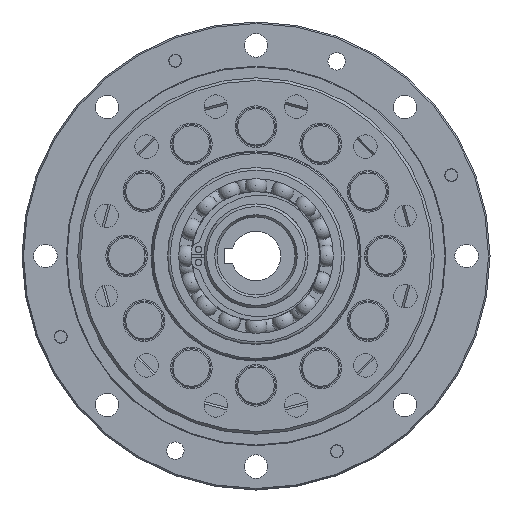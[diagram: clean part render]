
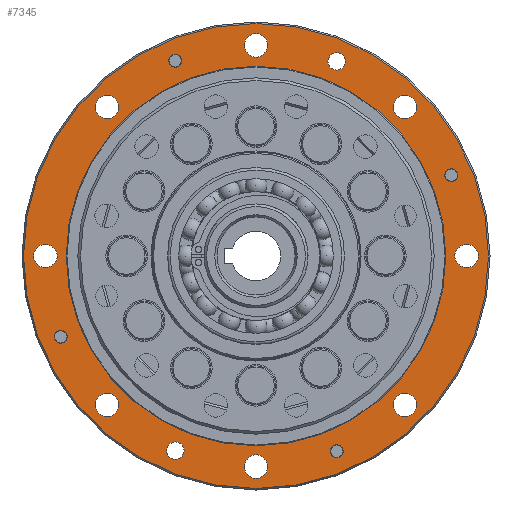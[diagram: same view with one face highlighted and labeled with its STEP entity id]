
A CAD part, left-side view. The second image highlights one B-rep face of the part: STEP entity #7345.
In plain terms, the highlighted planar face has unit normal (-1, 0, 0).
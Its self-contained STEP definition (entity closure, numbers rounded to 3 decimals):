
#1008=FACE_BOUND('',#2529,.T.);
#1009=FACE_BOUND('',#2530,.T.);
#1010=FACE_BOUND('',#2531,.T.);
#1011=FACE_BOUND('',#2532,.T.);
#1012=FACE_BOUND('',#2533,.T.);
#1013=FACE_BOUND('',#2534,.T.);
#1014=FACE_BOUND('',#2535,.T.);
#1015=FACE_BOUND('',#2536,.T.);
#1016=FACE_BOUND('',#2537,.T.);
#1017=FACE_BOUND('',#2538,.T.);
#1018=FACE_BOUND('',#2539,.T.);
#1019=FACE_BOUND('',#2540,.T.);
#1020=FACE_BOUND('',#2541,.T.);
#1021=FACE_BOUND('',#2542,.T.);
#1022=FACE_BOUND('',#2543,.T.);
#1227=PLANE('',#8370);
#1672=FACE_OUTER_BOUND('',#2528,.T.);
#2528=EDGE_LOOP('',(#3825));
#2529=EDGE_LOOP('',(#3826));
#2530=EDGE_LOOP('',(#3827));
#2531=EDGE_LOOP('',(#3828));
#2532=EDGE_LOOP('',(#3829));
#2533=EDGE_LOOP('',(#3830));
#2534=EDGE_LOOP('',(#3831));
#2535=EDGE_LOOP('',(#3832));
#2536=EDGE_LOOP('',(#3833));
#2537=EDGE_LOOP('',(#3834));
#2538=EDGE_LOOP('',(#3835));
#2539=EDGE_LOOP('',(#3836));
#2540=EDGE_LOOP('',(#3837));
#2541=EDGE_LOOP('',(#3838));
#2542=EDGE_LOOP('',(#3839));
#2543=EDGE_LOOP('',(#3840));
#3825=ORIENTED_EDGE('',*,*,#4873,.F.);
#3826=ORIENTED_EDGE('',*,*,#4855,.T.);
#3827=ORIENTED_EDGE('',*,*,#4856,.T.);
#3828=ORIENTED_EDGE('',*,*,#4858,.T.);
#3829=ORIENTED_EDGE('',*,*,#4859,.T.);
#3830=ORIENTED_EDGE('',*,*,#4860,.T.);
#3831=ORIENTED_EDGE('',*,*,#4861,.T.);
#3832=ORIENTED_EDGE('',*,*,#4862,.T.);
#3833=ORIENTED_EDGE('',*,*,#4863,.T.);
#3834=ORIENTED_EDGE('',*,*,#4864,.T.);
#3835=ORIENTED_EDGE('',*,*,#4865,.T.);
#3836=ORIENTED_EDGE('',*,*,#4866,.T.);
#3837=ORIENTED_EDGE('',*,*,#4867,.T.);
#3838=ORIENTED_EDGE('',*,*,#4868,.T.);
#3839=ORIENTED_EDGE('',*,*,#4869,.T.);
#3840=ORIENTED_EDGE('',*,*,#4871,.T.);
#4855=EDGE_CURVE('',#5584,#5584,#6228,.T.);
#4856=EDGE_CURVE('',#5585,#5585,#6229,.T.);
#4858=EDGE_CURVE('',#5587,#5587,#6231,.T.);
#4859=EDGE_CURVE('',#5588,#5588,#6232,.T.);
#4860=EDGE_CURVE('',#5589,#5589,#6233,.T.);
#4861=EDGE_CURVE('',#5590,#5590,#6234,.T.);
#4862=EDGE_CURVE('',#5591,#5591,#6235,.T.);
#4863=EDGE_CURVE('',#5592,#5592,#6236,.T.);
#4864=EDGE_CURVE('',#5593,#5593,#6237,.T.);
#4865=EDGE_CURVE('',#5594,#5594,#6238,.T.);
#4866=EDGE_CURVE('',#5595,#5595,#6239,.T.);
#4867=EDGE_CURVE('',#5596,#5596,#6240,.T.);
#4868=EDGE_CURVE('',#5597,#5597,#6241,.T.);
#4869=EDGE_CURVE('',#5598,#5598,#6242,.T.);
#4871=EDGE_CURVE('',#5600,#5600,#6244,.T.);
#4873=EDGE_CURVE('',#5602,#5602,#6246,.T.);
#5584=VERTEX_POINT('',#12444);
#5585=VERTEX_POINT('',#12447);
#5587=VERTEX_POINT('',#12452);
#5588=VERTEX_POINT('',#12455);
#5589=VERTEX_POINT('',#12458);
#5590=VERTEX_POINT('',#12461);
#5591=VERTEX_POINT('',#12464);
#5592=VERTEX_POINT('',#12467);
#5593=VERTEX_POINT('',#12470);
#5594=VERTEX_POINT('',#12473);
#5595=VERTEX_POINT('',#12476);
#5596=VERTEX_POINT('',#12479);
#5597=VERTEX_POINT('',#12482);
#5598=VERTEX_POINT('',#12485);
#5600=VERTEX_POINT('',#12491);
#5602=VERTEX_POINT('',#12497);
#6228=CIRCLE('',#8332,2.459);
#6229=CIRCLE('',#8334,2.459);
#6231=CIRCLE('',#8337,2.459);
#6232=CIRCLE('',#8339,2.459);
#6233=CIRCLE('',#8341,4.5);
#6234=CIRCLE('',#8343,4.5);
#6235=CIRCLE('',#8345,4.5);
#6236=CIRCLE('',#8347,4.5);
#6237=CIRCLE('',#8349,4.5);
#6238=CIRCLE('',#8351,4.5);
#6239=CIRCLE('',#8353,4.5);
#6240=CIRCLE('',#8355,4.5);
#6241=CIRCLE('',#8357,3.324);
#6242=CIRCLE('',#8359,3.324);
#6244=CIRCLE('',#8363,73.);
#6246=CIRCLE('',#8367,89.423);
#7345=ADVANCED_FACE('',(#1672,#1008,#1009,#1010,#1011,#1012,#1013,#1014,
#1015,#1016,#1017,#1018,#1019,#1020,#1021,#1022),#1227,.F.);
#8332=AXIS2_PLACEMENT_3D('',#12445,#10307,#10308);
#8334=AXIS2_PLACEMENT_3D('',#12448,#10311,#10312);
#8337=AXIS2_PLACEMENT_3D('',#12453,#10317,#10318);
#8339=AXIS2_PLACEMENT_3D('',#12456,#10321,#10322);
#8341=AXIS2_PLACEMENT_3D('',#12459,#10325,#10326);
#8343=AXIS2_PLACEMENT_3D('',#12462,#10329,#10330);
#8345=AXIS2_PLACEMENT_3D('',#12465,#10333,#10334);
#8347=AXIS2_PLACEMENT_3D('',#12468,#10337,#10338);
#8349=AXIS2_PLACEMENT_3D('',#12471,#10341,#10342);
#8351=AXIS2_PLACEMENT_3D('',#12474,#10345,#10346);
#8353=AXIS2_PLACEMENT_3D('',#12477,#10349,#10350);
#8355=AXIS2_PLACEMENT_3D('',#12480,#10353,#10354);
#8357=AXIS2_PLACEMENT_3D('',#12483,#10357,#10358);
#8359=AXIS2_PLACEMENT_3D('',#12486,#10361,#10362);
#8363=AXIS2_PLACEMENT_3D('',#12492,#10369,#10370);
#8367=AXIS2_PLACEMENT_3D('',#12498,#10377,#10378);
#8370=AXIS2_PLACEMENT_3D('',#12502,#10383,#10384);
#10307=DIRECTION('center_axis',(1.,0.,0.));
#10308=DIRECTION('ref_axis',(0.,-1.,0.));
#10311=DIRECTION('center_axis',(1.,0.,0.));
#10312=DIRECTION('ref_axis',(0.,0.,1.));
#10317=DIRECTION('center_axis',(1.,0.,0.));
#10318=DIRECTION('ref_axis',(0.,1.,0.));
#10321=DIRECTION('center_axis',(1.,0.,0.));
#10322=DIRECTION('ref_axis',(0.,0.,-1.));
#10325=DIRECTION('center_axis',(1.,0.,0.));
#10326=DIRECTION('ref_axis',(0.,0.707,0.707));
#10329=DIRECTION('center_axis',(1.,0.,0.));
#10330=DIRECTION('ref_axis',(0.,1.,0.));
#10333=DIRECTION('center_axis',(1.,0.,0.));
#10334=DIRECTION('ref_axis',(0.,0.707,-0.707));
#10337=DIRECTION('center_axis',(1.,0.,0.));
#10338=DIRECTION('ref_axis',(0.,0.,-1.));
#10341=DIRECTION('center_axis',(1.,0.,0.));
#10342=DIRECTION('ref_axis',(0.,-0.707,-0.707));
#10345=DIRECTION('center_axis',(1.,0.,0.));
#10346=DIRECTION('ref_axis',(0.,-1.,0.));
#10349=DIRECTION('center_axis',(1.,0.,0.));
#10350=DIRECTION('ref_axis',(0.,-0.707,0.707));
#10353=DIRECTION('center_axis',(1.,0.,0.));
#10354=DIRECTION('ref_axis',(0.,0.,1.));
#10357=DIRECTION('center_axis',(1.,0.,0.));
#10358=DIRECTION('ref_axis',(0.,0.,-1.));
#10361=DIRECTION('center_axis',(1.,0.,0.));
#10362=DIRECTION('ref_axis',(0.,0.,1.));
#10369=DIRECTION('center_axis',(1.,0.,0.));
#10370=DIRECTION('ref_axis',(0.,0.,-1.));
#10377=DIRECTION('center_axis',(1.,0.,0.));
#10378=DIRECTION('ref_axis',(0.,-1.,0.));
#10383=DIRECTION('center_axis',(1.,0.,0.));
#10384=DIRECTION('ref_axis',(0.,0.,-1.));
#12444=CARTESIAN_POINT('',(0.,-28.635,-75.065));
#12445=CARTESIAN_POINT('Origin',(0.,-31.093,-75.065));
#12447=CARTESIAN_POINT('',(0.,-75.065,28.635));
#12448=CARTESIAN_POINT('Origin',(0.,-75.065,31.093));
#12452=CARTESIAN_POINT('',(0.,28.635,75.065));
#12453=CARTESIAN_POINT('Origin',(0.,31.093,75.065));
#12455=CARTESIAN_POINT('',(0.,75.065,-28.635));
#12456=CARTESIAN_POINT('Origin',(0.,75.065,-31.093));
#12458=CARTESIAN_POINT('',(0.,60.458,-54.094));
#12459=CARTESIAN_POINT('Origin',(0.,57.276,-57.276));
#12461=CARTESIAN_POINT('',(0.,4.5,-81.));
#12462=CARTESIAN_POINT('Origin',(0.,0.,-81.));
#12464=CARTESIAN_POINT('',(0.,-54.094,-60.458));
#12465=CARTESIAN_POINT('Origin',(0.,-57.276,-57.276));
#12467=CARTESIAN_POINT('',(0.,-81.,-4.5));
#12468=CARTESIAN_POINT('Origin',(0.,-81.,0.));
#12470=CARTESIAN_POINT('',(0.,-60.458,54.094));
#12471=CARTESIAN_POINT('Origin',(0.,-57.276,57.276));
#12473=CARTESIAN_POINT('',(0.,-4.5,81.));
#12474=CARTESIAN_POINT('Origin',(0.,0.,81.));
#12476=CARTESIAN_POINT('',(0.,54.094,60.458));
#12477=CARTESIAN_POINT('Origin',(0.,57.276,57.276));
#12479=CARTESIAN_POINT('',(0.,81.,4.5));
#12480=CARTESIAN_POINT('Origin',(0.,81.,0.));
#12482=CARTESIAN_POINT('',(0.,-30.997,71.511));
#12483=CARTESIAN_POINT('Origin',(0.,-30.997,74.834));
#12485=CARTESIAN_POINT('',(0.,30.997,-71.511));
#12486=CARTESIAN_POINT('Origin',(0.,30.997,-74.834));
#12491=CARTESIAN_POINT('',(0.,0.,73.));
#12492=CARTESIAN_POINT('Origin',(0.,0.,0.));
#12497=CARTESIAN_POINT('',(0.,89.423,0.));
#12498=CARTESIAN_POINT('Origin',(0.,0.,0.));
#12502=CARTESIAN_POINT('Origin',(0.,0.,0.));
